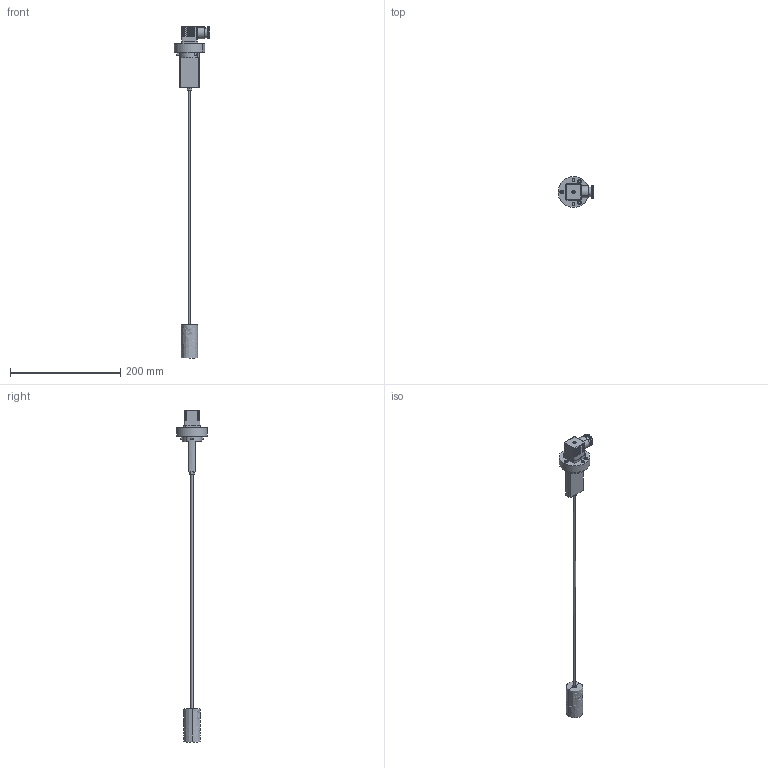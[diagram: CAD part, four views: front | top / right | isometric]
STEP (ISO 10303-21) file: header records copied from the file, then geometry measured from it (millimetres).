
FILE_DESCRIPTION(('STEP AP214'),'1');
FILE_NAME('RL_G1-F3.stp','2019-05-28T14:53:56',(' '),(' '),'Spatial InterOp 3D',' ',' ');
FILE_SCHEMA(('AUTOMOTIVE_DESIGN { 1 0 10303 214 1 1 1 1 }'));
Length unit declared in the file: metre
Products named in the file (1): Solido1
Bounding box: 64.91 x 55.87 x 602.27 mm (x, y, z)
Volume: 150344.5 mm3; surface area: 41059 mm2
Topology: 12 solids, 12 shells, 384 faces, 1013 edges, 675 vertices
Faces by surface type: cylinder 171, plane 104, bspline 64, cone 26, sphere 19
Entity records: 19325 total; most frequent: CARTESIAN_POINT 10031, ORIENTED_EDGE 2022, DIRECTION 1791, EDGE_CURVE 1011, AXIS2_PLACEMENT_3D 720, VERTEX_POINT 675, EDGE_LOOP 428, CIRCLE 388
